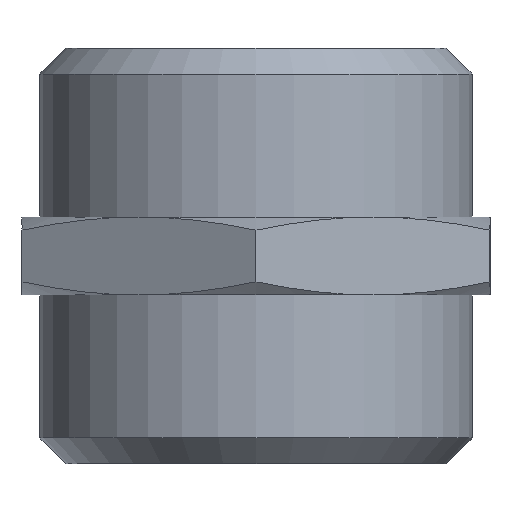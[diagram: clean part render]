
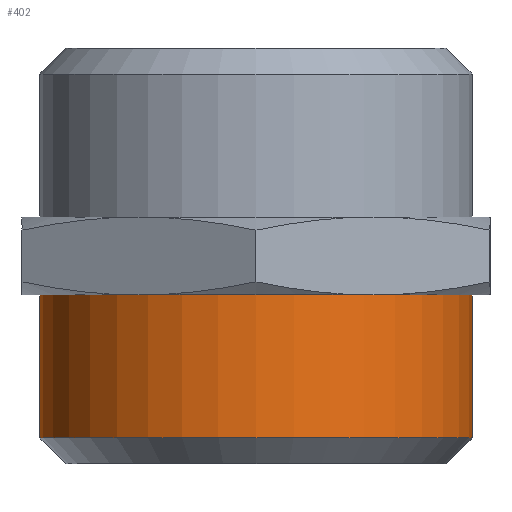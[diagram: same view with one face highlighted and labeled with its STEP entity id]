
A CAD part, front view. The second image highlights one B-rep face of the part: STEP entity #402.
In plain terms, the highlighted cylindrical face has radius 16.625 mm (diameter 33.249 mm), a full revolution.
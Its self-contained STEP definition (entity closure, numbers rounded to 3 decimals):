
#17=CYLINDRICAL_SURFACE('',#445,16.625);
#22=FACE_BOUND('',#113,.T.);
#41=CIRCLE('',#442,16.625);
#43=CIRCLE('',#446,16.625);
#83=FACE_OUTER_BOUND('',#112,.T.);
#112=EDGE_LOOP('',(#330));
#113=EDGE_LOOP('',(#331));
#186=VERTEX_POINT('',#694);
#188=VERTEX_POINT('',#700);
#236=EDGE_CURVE('',#186,#186,#41,.T.);
#238=EDGE_CURVE('',#188,#188,#43,.T.);
#330=ORIENTED_EDGE('',*,*,#238,.T.);
#331=ORIENTED_EDGE('',*,*,#236,.T.);
#402=ADVANCED_FACE('',(#83,#22),#17,.T.);
#442=AXIS2_PLACEMENT_3D('',#695,#528,#529);
#445=AXIS2_PLACEMENT_3D('',#699,#534,#535);
#446=AXIS2_PLACEMENT_3D('',#701,#536,#537);
#528=DIRECTION('center_axis',(0.,0.,-1.));
#529=DIRECTION('ref_axis',(-1.,0.,0.));
#534=DIRECTION('center_axis',(0.,0.,1.));
#535=DIRECTION('ref_axis',(1.,0.,0.));
#536=DIRECTION('center_axis',(0.,0.,1.));
#537=DIRECTION('ref_axis',(1.,0.,0.));
#694=CARTESIAN_POINT('',(-16.625,0.,-6.));
#695=CARTESIAN_POINT('Origin',(0.,0.,-6.));
#699=CARTESIAN_POINT('Origin',(0.,0.,-19.));
#700=CARTESIAN_POINT('',(16.625,0.,-17.));
#701=CARTESIAN_POINT('Origin',(0.,0.,-17.));
